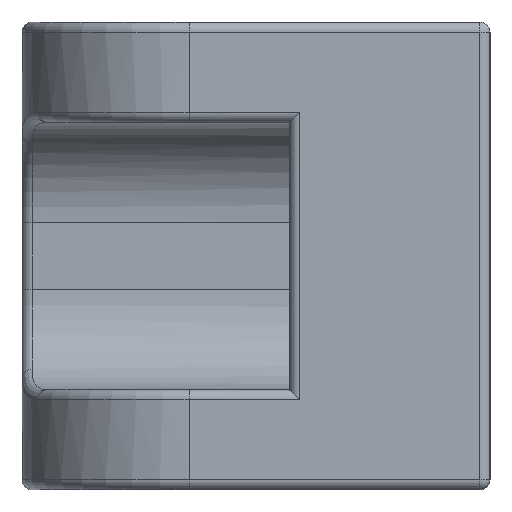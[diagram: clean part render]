
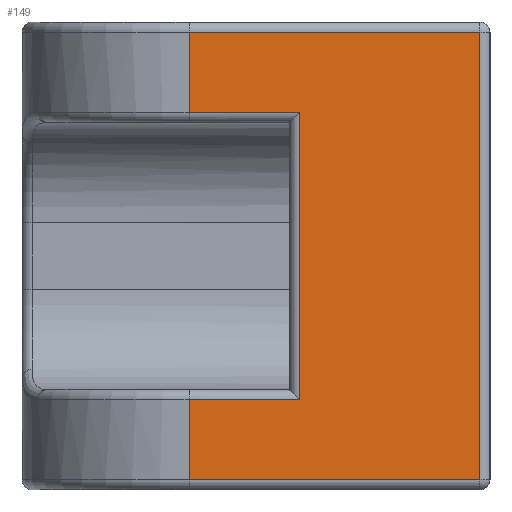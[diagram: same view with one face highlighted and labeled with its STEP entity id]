
A CAD part, left-side view. The second image highlights one B-rep face of the part: STEP entity #149.
In plain terms, the highlighted planar face has unit normal (-1, 0, 0).
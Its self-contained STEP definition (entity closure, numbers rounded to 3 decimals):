
#11 = LINE ( 'NONE', #2327, #836 ) ;
#82 = CARTESIAN_POINT ( 'NONE',  ( -17., -1.3, 11.3 ) ) ;
#84 = EDGE_CURVE ( 'NONE', #1394, #1257, #445, .T. ) ;
#136 = CARTESIAN_POINT ( 'NONE',  ( -17., 2., 11.3 ) ) ;
#137 = ORIENTED_EDGE ( 'NONE', *, *, #1569, .T. ) ;
#138 = CARTESIAN_POINT ( 'NONE',  ( -17., 2., 14. ) ) ;
#149 = ADVANCED_FACE ( 'NONE', ( #2185 ), #1782, .F. ) ;
#223 = CARTESIAN_POINT ( 'NONE',  ( -17., -6.7, 14. ) ) ;
#305 = CARTESIAN_POINT ( 'NONE',  ( -17., -7., 13.7 ) ) ;
#315 = VERTEX_POINT ( 'NONE', #1654 ) ;
#327 = ORIENTED_EDGE ( 'NONE', *, *, #84, .T. ) ;
#445 = LINE ( 'NONE', #138, #2270 ) ;
#451 = VERTEX_POINT ( 'NONE', #796 ) ;
#474 = LINE ( 'NONE', #223, #1012 ) ;
#545 = AXIS2_PLACEMENT_3D ( 'NONE', #688, #1931, #1261 ) ;
#558 = VECTOR ( 'NONE', #1471, 1000. ) ;
#560 = EDGE_CURVE ( 'NONE', #1337, #2332, #595, .T. ) ;
#577 = VERTEX_POINT ( 'NONE', #136 ) ;
#590 = VECTOR ( 'NONE', #1032, 1000. ) ;
#595 = LINE ( 'NONE', #305, #2240 ) ;
#626 = ORIENTED_EDGE ( 'NONE', *, *, #850, .T. ) ;
#688 = CARTESIAN_POINT ( 'NONE',  ( -17., -7., 14. ) ) ;
#689 = DIRECTION ( 'NONE',  ( 0., 0., -1. ) ) ;
#771 = CARTESIAN_POINT ( 'NONE',  ( -17., -6.7, 13.7 ) ) ;
#796 = CARTESIAN_POINT ( 'NONE',  ( -17., -6.7, 0.3 ) ) ;
#836 = VECTOR ( 'NONE', #689, 1000. ) ;
#850 = EDGE_CURVE ( 'NONE', #451, #1337, #474, .T. ) ;
#901 = CARTESIAN_POINT ( 'NONE',  ( -17., -7., 11.3 ) ) ;
#950 = CARTESIAN_POINT ( 'NONE',  ( -17., 2., 0.3 ) ) ;
#952 = DIRECTION ( 'NONE',  ( 0., 0., 1. ) ) ;
#958 = LINE ( 'NONE', #1462, #558 ) ;
#1012 = VECTOR ( 'NONE', #952, 1000. ) ;
#1032 = DIRECTION ( 'NONE',  ( 0., -1., 0. ) ) ;
#1064 = EDGE_CURVE ( 'NONE', #1257, #451, #2178, .T. ) ;
#1122 = ORIENTED_EDGE ( 'NONE', *, *, #2108, .T. ) ;
#1196 = CARTESIAN_POINT ( 'NONE',  ( -17., -7., 0.3 ) ) ;
#1221 = EDGE_LOOP ( 'NONE', ( #2168, #1447, #327, #1916, #626, #2127, #137, #1122 ) ) ;
#1247 = DIRECTION ( 'NONE',  ( 0., -1., 0. ) ) ;
#1257 = VERTEX_POINT ( 'NONE', #950 ) ;
#1261 = DIRECTION ( 'NONE',  ( 0., 0., -1. ) ) ;
#1264 = DIRECTION ( 'NONE',  ( 0., 1., 0. ) ) ;
#1326 = VECTOR ( 'NONE', #1247, 1000. ) ;
#1337 = VERTEX_POINT ( 'NONE', #771 ) ;
#1394 = VERTEX_POINT ( 'NONE', #1888 ) ;
#1431 = CARTESIAN_POINT ( 'NONE',  ( -17., 2., 13.7 ) ) ;
#1447 = ORIENTED_EDGE ( 'NONE', *, *, #2083, .T. ) ;
#1462 = CARTESIAN_POINT ( 'NONE',  ( -17., 2., 14. ) ) ;
#1471 = DIRECTION ( 'NONE',  ( 0., 0., -1. ) ) ;
#1516 = LINE ( 'NONE', #2317, #2173 ) ;
#1569 = EDGE_CURVE ( 'NONE', #2332, #577, #958, .T. ) ;
#1654 = CARTESIAN_POINT ( 'NONE',  ( -17., -1.3, 2.7 ) ) ;
#1782 = PLANE ( 'NONE',  #545 ) ;
#1802 = VERTEX_POINT ( 'NONE', #82 ) ;
#1888 = CARTESIAN_POINT ( 'NONE',  ( -17., 2., 2.7 ) ) ;
#1916 = ORIENTED_EDGE ( 'NONE', *, *, #1064, .T. ) ;
#1931 = DIRECTION ( 'NONE',  ( 1., 0., 0. ) ) ;
#1946 = DIRECTION ( 'NONE',  ( 0., 1., 0. ) ) ;
#2083 = EDGE_CURVE ( 'NONE', #315, #1394, #1516, .T. ) ;
#2108 = EDGE_CURVE ( 'NONE', #577, #1802, #2314, .T. ) ;
#2127 = ORIENTED_EDGE ( 'NONE', *, *, #560, .T. ) ;
#2136 = DIRECTION ( 'NONE',  ( 0., 0., -1. ) ) ;
#2168 = ORIENTED_EDGE ( 'NONE', *, *, #2336, .T. ) ;
#2173 = VECTOR ( 'NONE', #1264, 1000. ) ;
#2178 = LINE ( 'NONE', #1196, #590 ) ;
#2185 = FACE_OUTER_BOUND ( 'NONE', #1221, .T. ) ;
#2240 = VECTOR ( 'NONE', #1946, 1000. ) ;
#2270 = VECTOR ( 'NONE', #2136, 1000. ) ;
#2314 = LINE ( 'NONE', #901, #1326 ) ;
#2317 = CARTESIAN_POINT ( 'NONE',  ( -17., -7., 2.7 ) ) ;
#2327 = CARTESIAN_POINT ( 'NONE',  ( -17., -1.3, 3. ) ) ;
#2332 = VERTEX_POINT ( 'NONE', #1431 ) ;
#2336 = EDGE_CURVE ( 'NONE', #1802, #315, #11, .T. ) ;
